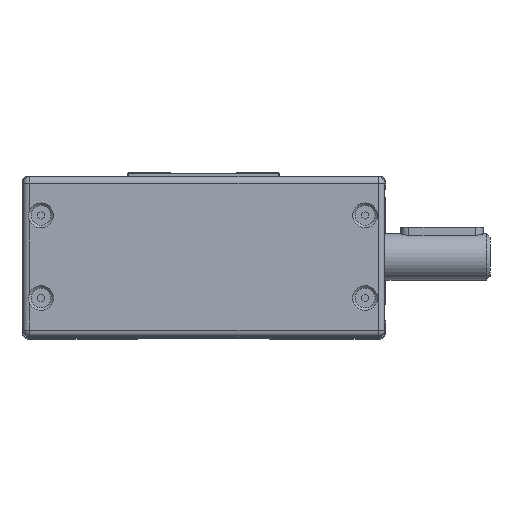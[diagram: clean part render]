
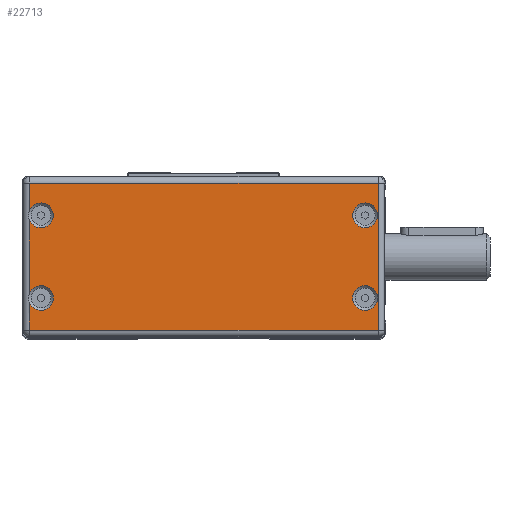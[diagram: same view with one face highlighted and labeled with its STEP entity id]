
A CAD part, top view. The second image highlights one B-rep face of the part: STEP entity #22713.
In plain terms, the highlighted planar face has unit normal (0, 0, 1).
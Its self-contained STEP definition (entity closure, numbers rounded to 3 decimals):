
#22437=CARTESIAN_POINT('',(4172.424,-1076.965,7129.021));
#22438=VERTEX_POINT('',#22437);
#22439=CARTESIAN_POINT('',(4168.674,-1076.965,7129.021));
#22440=DIRECTION('',(0.0,0.0,-1.0));
#22441=DIRECTION('',(1.0,0.0,0.0));
#22442=AXIS2_PLACEMENT_3D('',#22439,#22440,#22441);
#22443=CIRCLE('',#22442,3.75);
#22444=EDGE_CURVE('',#22438,#22438,#22443,.T.);
#22485=CARTESIAN_POINT('',(4172.424,-1051.965,7129.021));
#22486=VERTEX_POINT('',#22485);
#22487=CARTESIAN_POINT('',(4168.674,-1051.965,7129.021));
#22488=DIRECTION('',(0.0,0.0,-1.0));
#22489=DIRECTION('',(1.0,0.0,0.0));
#22490=AXIS2_PLACEMENT_3D('',#22487,#22488,#22489);
#22491=CIRCLE('',#22490,3.75);
#22492=EDGE_CURVE('',#22486,#22486,#22491,.T.);
#22533=CARTESIAN_POINT('',(4067.174,-1053.311,7129.021));
#22534=VERTEX_POINT('',#22533);
#22535=CARTESIAN_POINT('',(4067.174,-1050.619,7129.021));
#22536=VERTEX_POINT('',#22535);
#22550=CARTESIAN_POINT('',(4070.674,-1051.965,7129.021));
#22551=DIRECTION('',(0.0,0.0,-1.0));
#22552=DIRECTION('',(1.0,0.0,0.0));
#22553=AXIS2_PLACEMENT_3D('',#22550,#22551,#22552);
#22554=CIRCLE('',#22553,3.75);
#22555=EDGE_CURVE('',#22536,#22534,#22554,.T.);
#22596=CARTESIAN_POINT('',(4067.174,-1078.311,7129.021));
#22597=VERTEX_POINT('',#22596);
#22598=CARTESIAN_POINT('',(4067.174,-1075.619,7129.021));
#22599=VERTEX_POINT('',#22598);
#22613=CARTESIAN_POINT('',(4070.674,-1076.965,7129.021));
#22614=DIRECTION('',(0.0,0.0,-1.0));
#22615=DIRECTION('',(1.0,0.0,0.0));
#22616=AXIS2_PLACEMENT_3D('',#22613,#22614,#22615);
#22617=CIRCLE('',#22616,3.75);
#22618=EDGE_CURVE('',#22599,#22597,#22617,.T.);
#22654=CARTESIAN_POINT('',(4119.924,-1064.465,7129.021));
#22655=DIRECTION('',(0.0,0.0,1.0));
#22656=DIRECTION('',(1.0,0.0,0.0));
#22657=AXIS2_PLACEMENT_3D('',#22654,#22655,#22656);
#22658=PLANE('',#22657);
#22659=ORIENTED_EDGE('',*,*,#22555,.T.);
#22660=CARTESIAN_POINT('',(4067.174,-1075.619,7129.021));
#22661=DIRECTION('',(0.0,1.0,0.0));
#22662=VECTOR('',#22661,22.307);
#22663=LINE('',#22660,#22662);
#22664=EDGE_CURVE('',#22599,#22534,#22663,.T.);
#22665=ORIENTED_EDGE('',*,*,#22664,.F.);
#22666=ORIENTED_EDGE('',*,*,#22618,.T.);
#22667=CARTESIAN_POINT('',(4067.174,-1086.715,7129.021));
#22668=VERTEX_POINT('',#22667);
#22669=CARTESIAN_POINT('',(4067.174,-1086.715,7129.021));
#22670=DIRECTION('',(0.0,1.0,0.0));
#22671=VECTOR('',#22670,8.404);
#22672=LINE('',#22669,#22671);
#22673=EDGE_CURVE('',#22668,#22597,#22672,.T.);
#22674=ORIENTED_EDGE('',*,*,#22673,.F.);
#22675=CARTESIAN_POINT('',(4172.674,-1086.715,7129.021));
#22676=VERTEX_POINT('',#22675);
#22677=CARTESIAN_POINT('',(4172.674,-1086.715,7129.021));
#22678=DIRECTION('',(-1.0,0.0,0.0));
#22679=VECTOR('',#22678,105.5);
#22680=LINE('',#22677,#22679);
#22681=EDGE_CURVE('',#22676,#22668,#22680,.T.);
#22682=ORIENTED_EDGE('',*,*,#22681,.F.);
#22683=CARTESIAN_POINT('',(4172.674,-1042.215,7129.021));
#22684=VERTEX_POINT('',#22683);
#22685=CARTESIAN_POINT('',(4172.674,-1042.215,7129.021));
#22686=DIRECTION('',(0.0,-1.0,0.0));
#22687=VECTOR('',#22686,44.5);
#22688=LINE('',#22685,#22687);
#22689=EDGE_CURVE('',#22684,#22676,#22688,.T.);
#22690=ORIENTED_EDGE('',*,*,#22689,.F.);
#22691=CARTESIAN_POINT('',(4067.174,-1042.215,7129.021));
#22692=VERTEX_POINT('',#22691);
#22693=CARTESIAN_POINT('',(4067.174,-1042.215,7129.021));
#22694=DIRECTION('',(1.0,0.0,0.0));
#22695=VECTOR('',#22694,105.5);
#22696=LINE('',#22693,#22695);
#22697=EDGE_CURVE('',#22692,#22684,#22696,.T.);
#22698=ORIENTED_EDGE('',*,*,#22697,.F.);
#22699=CARTESIAN_POINT('',(4067.174,-1050.619,7129.021));
#22700=DIRECTION('',(0.0,1.0,0.0));
#22701=VECTOR('',#22700,8.404);
#22702=LINE('',#22699,#22701);
#22703=EDGE_CURVE('',#22536,#22692,#22702,.T.);
#22704=ORIENTED_EDGE('',*,*,#22703,.F.);
#22705=EDGE_LOOP('',(#22659,#22665,#22666,#22674,#22682,#22690,#22698,#22704));
#22706=FACE_OUTER_BOUND('',#22705,.T.);
#22707=ORIENTED_EDGE('',*,*,#22492,.T.);
#22708=EDGE_LOOP('',(#22707));
#22709=FACE_BOUND('',#22708,.T.);
#22710=ORIENTED_EDGE('',*,*,#22444,.T.);
#22711=EDGE_LOOP('',(#22710));
#22712=FACE_BOUND('',#22711,.T.);
#22713=ADVANCED_FACE('',(#22706,#22709,#22712),#22658,.T.);
